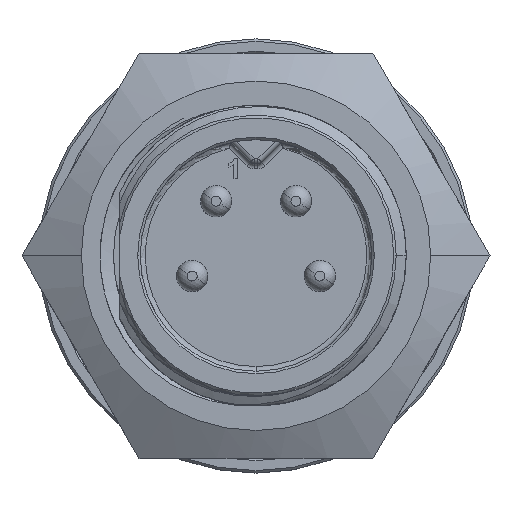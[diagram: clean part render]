
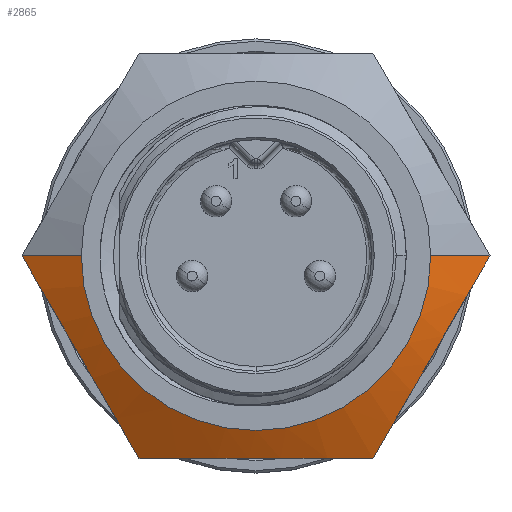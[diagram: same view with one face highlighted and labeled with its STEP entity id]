
A CAD part, top view. The second image highlights one B-rep face of the part: STEP entity #2865.
In plain terms, the highlighted conical face has half-angle 61.689 degrees and reference radius 8.89 mm.
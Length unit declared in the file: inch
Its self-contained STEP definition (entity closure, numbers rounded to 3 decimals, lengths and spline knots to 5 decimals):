
#910 = CARTESIAN_POINT ( 'NONE',  ( -0.2344, -0.406, -0.435 ) ) ;
#911 = CARTESIAN_POINT ( 'NONE',  ( -0.19615, -0.406, -0.4247 ) ) ;
#912 = CARTESIAN_POINT ( 'NONE',  ( -0.15708, -0.406, -0.41609 ) ) ;
#913 = CARTESIAN_POINT ( 'NONE',  ( -0.07875, -0.406, -0.40432 ) ) ;
#914 = CARTESIAN_POINT ( 'NONE',  ( -0.0394, -0.406, -0.40116 ) ) ;
#915 = CARTESIAN_POINT ( 'NONE',  ( 0.01996, -0.406, -0.40117 ) ) ;
#916 = CARTESIAN_POINT ( 'NONE',  ( 0.03979, -0.406, -0.40196 ) ) ;
#1128 = EDGE_CURVE ( 'NONE', #2226, #3109, #24148, .T. ) ;
#1131 = EDGE_CURVE ( 'NONE', #2223, #2226, #24146, .T. ) ;
#1134 = EDGE_CURVE ( 'NONE', #2941, #2935, #9881, .T. ) ;
#1147 = EDGE_CURVE ( 'NONE', #3109, #2939, #24147, .T. ) ;
#1622 = ORIENTED_EDGE ( 'NONE', *, *, #1128, .T. ) ;
#1623 = ORIENTED_EDGE ( 'NONE', *, *, #2573, .T. ) ;
#1627 = ORIENTED_EDGE ( 'NONE', *, *, #1131, .T. ) ;
#1636 = ORIENTED_EDGE ( 'NONE', *, *, #1147, .T. ) ;
#1990 = EDGE_LOOP ( 'NONE', ( #6383, #6404, #1623, #1627, #1622, #1636 ) ) ;
#2223 = VERTEX_POINT ( 'NONE', #20543 ) ;
#2226 = VERTEX_POINT ( 'NONE', #20546 ) ;
#2545 = EDGE_CURVE ( 'NONE', #2941, #2939, #18867, .T. ) ;
#2573 = EDGE_CURVE ( 'NONE', #2935, #2223, #18883, .T. ) ;
#2865 = ADVANCED_FACE ( 'NONE', ( #19028 ), #24199, .T. ) ;
#2935 = VERTEX_POINT ( 'NONE', #24109 ) ;
#2939 = VERTEX_POINT ( 'NONE', #24113 ) ;
#2941 = VERTEX_POINT ( 'NONE', #24115 ) ;
#3109 = VERTEX_POINT ( 'NONE', #24468 ) ;
#6330 = CARTESIAN_POINT ( 'NONE',  ( 0.46881, 0., -0.435 ) ) ;
#6334 = CARTESIAN_POINT ( 'NONE',  ( 0.37135, -0.1688, -0.40195 ) ) ;
#6335 = CARTESIAN_POINT ( 'NONE',  ( 0.40094, -0.11756, -0.4073 ) ) ;
#6341 = CARTESIAN_POINT ( 'NONE',  ( 0.39111, -0.13457, -0.40502 ) ) ;
#6344 = CARTESIAN_POINT ( 'NONE',  ( 0.2344, -0.406, -0.435 ) ) ;
#6347 = CARTESIAN_POINT ( 'NONE',  ( 0.33155, -0.23774, -0.40118 ) ) ;
#6348 = CARTESIAN_POINT ( 'NONE',  ( 0.25359, -0.37277, -0.42466 ) ) ;
#6349 = CARTESIAN_POINT ( 'NONE',  ( 0.2729, -0.33932, -0.41616 ) ) ;
#6350 = CARTESIAN_POINT ( 'NONE',  ( 0.31188, -0.27181, -0.4044 ) ) ;
#6351 = CARTESIAN_POINT ( 'NONE',  ( 0.36138, -0.18608, -0.40116 ) ) ;
#6364 = CARTESIAN_POINT ( 'NONE',  ( 0.4496, -0.03326, -0.42465 ) ) ;
#6365 = CARTESIAN_POINT ( 'NONE',  ( 0.43026, -0.06677, -0.41613 ) ) ;
#6383 = ORIENTED_EDGE ( 'NONE', *, *, #2545, .F. ) ;
#6404 = ORIENTED_EDGE ( 'NONE', *, *, #1134, .T. ) ;
#9881 = CIRCLE ( 'NONE', #9885, 0.35 ) ;
#9885 = AXIS2_PLACEMENT_3D ( 'NONE', #24320, #24296, #24290 ) ;
#18867 = LINE ( 'NONE', #22048, #21841 ) ;
#18883 = LINE ( 'NONE', #22176, #21861 ) ;
#19028 = FACE_OUTER_BOUND ( 'NONE', #1990, .T. ) ;
#20543 = CARTESIAN_POINT ( 'NONE',  ( -0.46881, 0., -0.435 ) ) ;
#20546 = CARTESIAN_POINT ( 'NONE',  ( -0.2344, -0.406, -0.435 ) ) ;
#21841 = VECTOR ( 'NONE', #22049, 39.37008 ) ;
#21861 = VECTOR ( 'NONE', #22177, 39.37008 ) ;
#22048 = CARTESIAN_POINT ( 'NONE',  ( 0.35, 0., -0.371 ) ) ;
#22049 = DIRECTION ( 'NONE',  ( 0.88, 0., -0.474 ) ) ;
#22176 = CARTESIAN_POINT ( 'NONE',  ( -0.35, 0., -0.371 ) ) ;
#22177 = DIRECTION ( 'NONE',  ( -0.88, 0., -0.474 ) ) ;
#23668 = CARTESIAN_POINT ( 'NONE',  ( 0., 0., -0.371 ) ) ;
#23669 = DIRECTION ( 'NONE',  ( 0., 0., -1. ) ) ;
#23670 = DIRECTION ( 'NONE',  ( -1., 0., 0. ) ) ;
#24109 = CARTESIAN_POINT ( 'NONE',  ( -0.35, 0., -0.371 ) ) ;
#24113 = CARTESIAN_POINT ( 'NONE',  ( 0.46881, 0., -0.435 ) ) ;
#24115 = CARTESIAN_POINT ( 'NONE',  ( 0.35, 0., -0.371 ) ) ;
#24146 = B_SPLINE_CURVE_WITH_KNOTS ( 'NONE', 3,
 ( #24307, #24302, #24309, #24292, #24288, #24326, #24314, #24313, #24297, #24300, #24316, #24287 ),
 .UNSPECIFIED., .F., .F.,
 ( 4, 2, 2, 2, 2, 4 ),
 ( 0., 0.003, 0.00601, 0.00751, 0.00901, 0.01201 ),
 .UNSPECIFIED. ) ;
#24147 = B_SPLINE_CURVE_WITH_KNOTS ( 'NONE', 3,
 ( #6344, #6348, #6349, #6350, #6347, #6351, #6334, #6341, #6335, #6365, #6364, #6330 ),
 .UNSPECIFIED., .F., .F.,
 ( 4, 2, 2, 2, 2, 4 ),
 ( 0., 0.003, 0.00601, 0.00751, 0.00901, 0.01201 ),
 .UNSPECIFIED. ) ;
#24148 = B_SPLINE_CURVE_WITH_KNOTS ( 'NONE', 3,
 ( #910, #911, #912, #913, #914, #915, #916, #24323, #24308, #24322, #24301, #24319 ),
 .UNSPECIFIED., .F., .F.,
 ( 4, 2, 2, 2, 2, 4 ),
 ( 0.01041, 0.01342, 0.01643, 0.01793, 0.01944, 0.02245 ),
 .UNSPECIFIED. ) ;
#24199 = CONICAL_SURFACE ( 'NONE', #24209, 0.35, 1.077 ) ;
#24209 = AXIS2_PLACEMENT_3D ( 'NONE', #23668, #23669, #23670 ) ;
#24287 = CARTESIAN_POINT ( 'NONE',  ( -0.2344, -0.406, -0.435 ) ) ;
#24288 = CARTESIAN_POINT ( 'NONE',  ( -0.37166, -0.16826, -0.40118 ) ) ;
#24290 = DIRECTION ( 'NONE',  ( -1., 0., 0. ) ) ;
#24292 = CARTESIAN_POINT ( 'NONE',  ( -0.39133, -0.13419, -0.4044 ) ) ;
#24296 = DIRECTION ( 'NONE',  ( 0., 0., -1. ) ) ;
#24297 = CARTESIAN_POINT ( 'NONE',  ( -0.30228, -0.28844, -0.4073 ) ) ;
#24300 = CARTESIAN_POINT ( 'NONE',  ( -0.27295, -0.33923, -0.41613 ) ) ;
#24301 = CARTESIAN_POINT ( 'NONE',  ( 0.19643, -0.406, -0.42477 ) ) ;
#24302 = CARTESIAN_POINT ( 'NONE',  ( -0.44962, -0.03323, -0.42466 ) ) ;
#24307 = CARTESIAN_POINT ( 'NONE',  ( -0.46881, 0., -0.435 ) ) ;
#24308 = CARTESIAN_POINT ( 'NONE',  ( 0.09933, -0.406, -0.40739 ) ) ;
#24309 = CARTESIAN_POINT ( 'NONE',  ( -0.43031, -0.06668, -0.41616 ) ) ;
#24313 = CARTESIAN_POINT ( 'NONE',  ( -0.3121, -0.27143, -0.40502 ) ) ;
#24314 = CARTESIAN_POINT ( 'NONE',  ( -0.33186, -0.2372, -0.40195 ) ) ;
#24316 = CARTESIAN_POINT ( 'NONE',  ( -0.25361, -0.37274, -0.42465 ) ) ;
#24319 = CARTESIAN_POINT ( 'NONE',  ( 0.2344, -0.406, -0.435 ) ) ;
#24320 = CARTESIAN_POINT ( 'NONE',  ( 0., 0., -0.371 ) ) ;
#24322 = CARTESIAN_POINT ( 'NONE',  ( 0.158, -0.406, -0.41627 ) ) ;
#24323 = CARTESIAN_POINT ( 'NONE',  ( 0.07957, -0.406, -0.40507 ) ) ;
#24326 = CARTESIAN_POINT ( 'NONE',  ( -0.34184, -0.21992, -0.40116 ) ) ;
#24468 = CARTESIAN_POINT ( 'NONE',  ( 0.2344, -0.406, -0.435 ) ) ;
